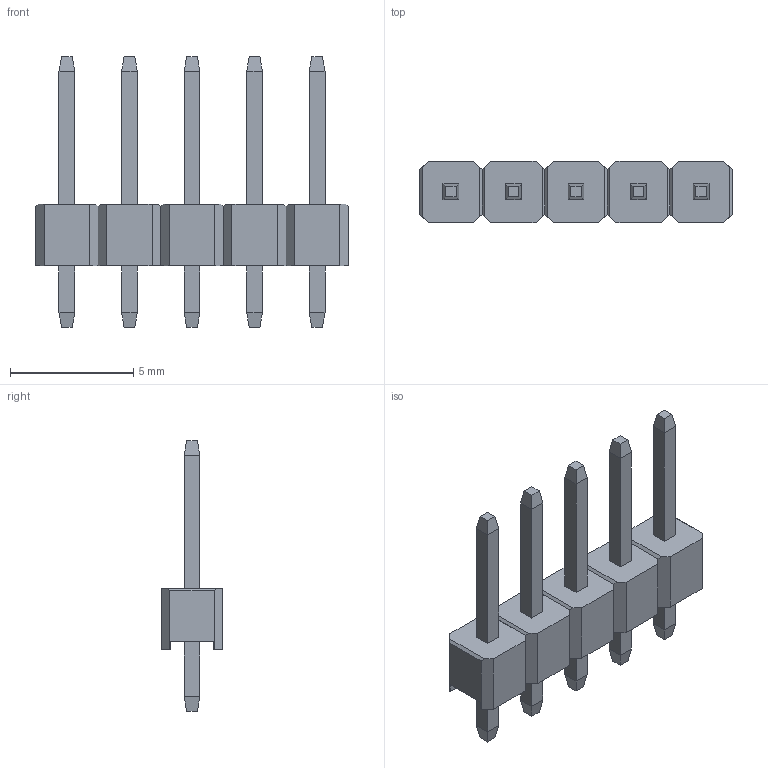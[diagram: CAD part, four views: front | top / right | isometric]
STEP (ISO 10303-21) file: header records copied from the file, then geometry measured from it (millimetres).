
FILE_DESCRIPTION (( 'STEP AP214' ), '1' );
FILE_NAME ('39A3C0D3-8CDE-4D60-8DF4-A27ECAB59EA8.STEP', '2008-06-20T09:31:20', ( 'Solidworks' ), ( 'Solidworks' ), 'SwSTEP 2.0', 'SolidWorks 2008', '' );
FILE_SCHEMA (( 'AUTOMOTIVE_DESIGN' ));
Length unit declared in the file: millimetre
Products named in the file (1): 39A3C0D3-8CDE-4D60-8DF4-A27ECAB59EA8
Bounding box: 12.7 x 2.5 x 11 mm (x, y, z)
Volume: 86.2 mm3; surface area: 256.7 mm2
Topology: 1 solids, 1 shells, 142 faces, 342 edges, 212 vertices
Faces by surface type: plane 142
Entity records: 4577 total; most frequent: CARTESIAN_POINT 697, ORIENTED_EDGE 684, DIRECTION 628, EDGE_CURVE 342, VECTOR 342, LINE 342, VERTEX_POINT 212, EDGE_LOOP 152
